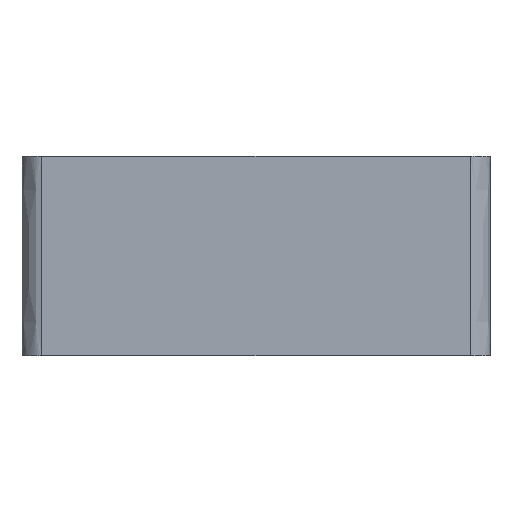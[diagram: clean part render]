
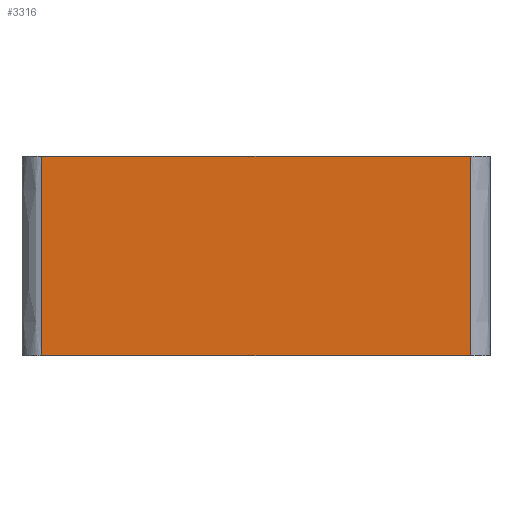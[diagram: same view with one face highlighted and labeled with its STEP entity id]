
A CAD part, left-side view. The second image highlights one B-rep face of the part: STEP entity #3316.
In plain terms, the highlighted planar face has unit normal (-1, 0, 0).
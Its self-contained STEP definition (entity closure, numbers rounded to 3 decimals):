
#67 = EDGE_CURVE ( 'NONE', #977, #408, #2004, .T. ) ;
#97 = EDGE_CURVE ( 'NONE', #2347, #3568, #797, .T. ) ;
#163 = CARTESIAN_POINT ( 'NONE',  ( -18.05, 0., -2. ) ) ;
#293 = CARTESIAN_POINT ( 'NONE',  ( -18.05, -21.5, -2. ) ) ;
#408 = VERTEX_POINT ( 'NONE', #2588 ) ;
#516 = DIRECTION ( 'NONE',  ( 0., 1., 0. ) ) ;
#608 = B_SPLINE_CURVE_WITH_KNOTS ( 'NONE', 3,
 ( #1755, #3003, #2929, #949 ),
 .UNSPECIFIED., .F., .F.,
 ( 4, 4 ),
 ( 0., 1. ),
 .UNSPECIFIED. ) ;
#704 = VECTOR ( 'NONE', #3170, 1000. ) ;
#797 = LINE ( 'NONE', #1101, #3235 ) ;
#949 = CARTESIAN_POINT ( 'NONE',  ( -18.05, 21.5, -2. ) ) ;
#977 = VERTEX_POINT ( 'NONE', #3124 ) ;
#1069 = EDGE_LOOP ( 'NONE', ( #3771, #1591, #3200, #2236 ) ) ;
#1101 = CARTESIAN_POINT ( 'NONE',  ( -18.05, 0., 18. ) ) ;
#1357 = EDGE_CURVE ( 'NONE', #3568, #408, #608, .T. ) ;
#1437 = FACE_OUTER_BOUND ( 'NONE', #1069, .T. ) ;
#1456 = DIRECTION ( 'NONE',  ( -1., 0., 0. ) ) ;
#1490 = CARTESIAN_POINT ( 'NONE',  ( -18.05, -21.5, 4.667 ) ) ;
#1591 = ORIENTED_EDGE ( 'NONE', *, *, #1357, .T. ) ;
#1755 = CARTESIAN_POINT ( 'NONE',  ( -18.05, 21.5, 18. ) ) ;
#2004 = LINE ( 'NONE', #163, #704 ) ;
#2044 = CARTESIAN_POINT ( 'NONE',  ( -18.05, 0., 18. ) ) ;
#2236 = ORIENTED_EDGE ( 'NONE', *, *, #3820, .T. ) ;
#2347 = VERTEX_POINT ( 'NONE', #3425 ) ;
#2383 = AXIS2_PLACEMENT_3D ( 'NONE', #2044, #1456, #3807 ) ;
#2588 = CARTESIAN_POINT ( 'NONE',  ( -18.05, 21.5, -2. ) ) ;
#2611 = PLANE ( 'NONE',  #2383 ) ;
#2663 = CARTESIAN_POINT ( 'NONE',  ( -18.05, -21.5, 18. ) ) ;
#2897 = CARTESIAN_POINT ( 'NONE',  ( -18.05, -21.5, 11.333 ) ) ;
#2929 = CARTESIAN_POINT ( 'NONE',  ( -18.05, 21.5, 4.667 ) ) ;
#2938 = B_SPLINE_CURVE_WITH_KNOTS ( 'NONE', 3,
 ( #293, #1490, #2897, #2663 ),
 .UNSPECIFIED., .F., .F.,
 ( 4, 4 ),
 ( 0., 1. ),
 .UNSPECIFIED. ) ;
#3003 = CARTESIAN_POINT ( 'NONE',  ( -18.05, 21.5, 11.333 ) ) ;
#3124 = CARTESIAN_POINT ( 'NONE',  ( -18.05, -21.5, -2. ) ) ;
#3170 = DIRECTION ( 'NONE',  ( 0., 1., 0. ) ) ;
#3200 = ORIENTED_EDGE ( 'NONE', *, *, #67, .F. ) ;
#3235 = VECTOR ( 'NONE', #516, 1000. ) ;
#3316 = ADVANCED_FACE ( 'NONE', ( #1437 ), #2611, .T. ) ;
#3385 = CARTESIAN_POINT ( 'NONE',  ( -18.05, 21.5, 18. ) ) ;
#3425 = CARTESIAN_POINT ( 'NONE',  ( -18.05, -21.5, 18. ) ) ;
#3568 = VERTEX_POINT ( 'NONE', #3385 ) ;
#3771 = ORIENTED_EDGE ( 'NONE', *, *, #97, .T. ) ;
#3807 = DIRECTION ( 'NONE',  ( 0., 0., 1. ) ) ;
#3820 = EDGE_CURVE ( 'NONE', #977, #2347, #2938, .T. ) ;
